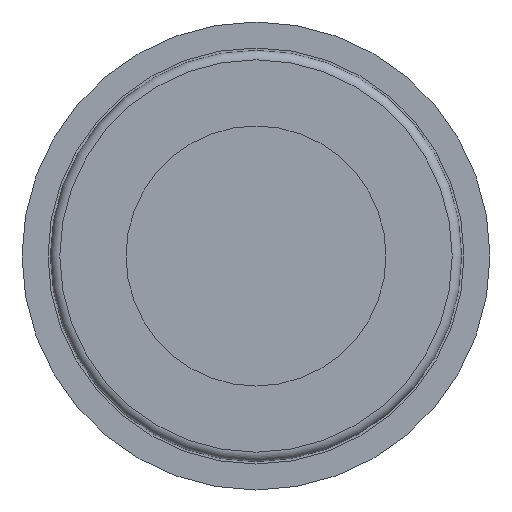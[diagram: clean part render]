
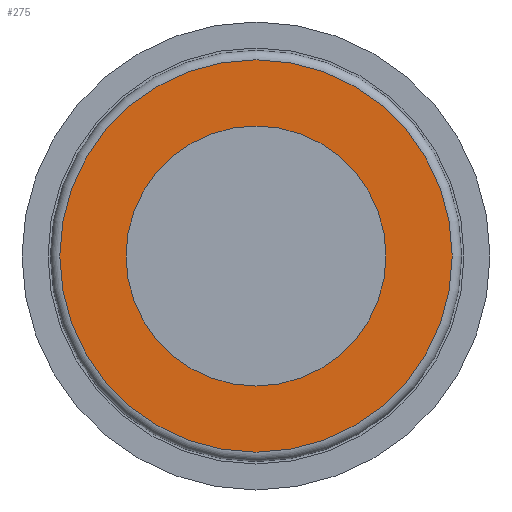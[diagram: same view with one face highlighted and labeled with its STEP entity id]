
A CAD part, front view. The second image highlights one B-rep face of the part: STEP entity #275.
In plain terms, the highlighted planar face has unit normal (0, -1, 0).
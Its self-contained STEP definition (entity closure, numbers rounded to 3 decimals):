
#62=FACE_BOUND('',#95,.T.);
#72=FACE_OUTER_BOUND('',#94,.T.);
#94=EDGE_LOOP('',(#214));
#95=EDGE_LOOP('',(#215));
#118=CIRCLE('',#326,41.5);
#120=CIRCLE('',#329,27.5);
#144=VERTEX_POINT('',#478);
#145=VERTEX_POINT('',#482);
#169=EDGE_CURVE('',#144,#144,#118,.T.);
#171=EDGE_CURVE('',#145,#145,#120,.T.);
#214=ORIENTED_EDGE('',*,*,#169,.T.);
#215=ORIENTED_EDGE('',*,*,#171,.F.);
#264=PLANE('',#328);
#275=ADVANCED_FACE('',(#72,#62),#264,.F.);
#326=AXIS2_PLACEMENT_3D('',#479,#387,#388);
#328=AXIS2_PLACEMENT_3D('',#481,#391,#392);
#329=AXIS2_PLACEMENT_3D('',#483,#393,#394);
#387=DIRECTION('center_axis',(0.,-1.,0.));
#388=DIRECTION('ref_axis',(0.,0.,-1.));
#391=DIRECTION('center_axis',(0.,1.,0.));
#392=DIRECTION('ref_axis',(0.,0.,1.));
#393=DIRECTION('center_axis',(0.,-1.,0.));
#394=DIRECTION('ref_axis',(0.,0.,-1.));
#478=CARTESIAN_POINT('',(0.,-2.,41.5));
#479=CARTESIAN_POINT('Origin',(0.,-2.,0.));
#481=CARTESIAN_POINT('Origin',(41.5,-2.,0.));
#482=CARTESIAN_POINT('',(0.,-2.,27.5));
#483=CARTESIAN_POINT('Origin',(0.,-2.,0.));
